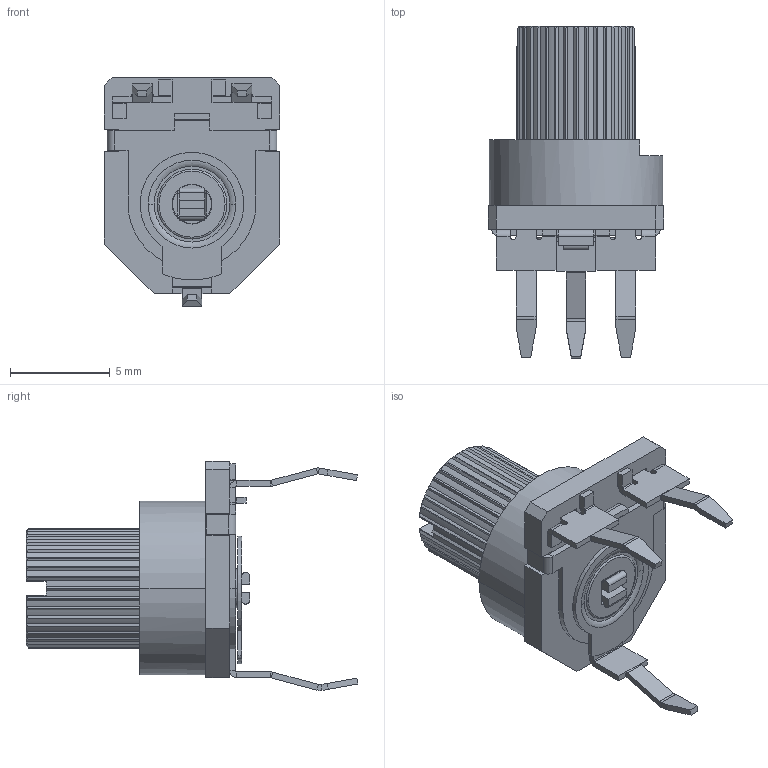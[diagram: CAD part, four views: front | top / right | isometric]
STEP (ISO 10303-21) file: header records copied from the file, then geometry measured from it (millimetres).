
FILE_DESCRIPTION((''),'2;1');
FILE_NAME('37F_SW0001','2013-05-17T',('bmozley'),(''),'PRO/ENGINEER BY PARAMETRIC TECHNOLOGY CORPORATION, 2013050','PRO/ENGINEER BY PARAMETRIC TECHNOLOGY CORPORATION, 2013050','');
FILE_SCHEMA(('CONFIG_CONTROL_DESIGN'));
Length unit declared in the file: millimetre
Products named in the file (1): 37F_SW0001
Bounding box: 8.8 x 16.62 x 11.48 mm (x, y, z)
Volume: 473.6 mm3; surface area: 637.5 mm2
Topology: 1 solids, 1 shells, 391 faces, 1008 edges, 630 vertices
Faces by surface type: plane 277, cylinder 104, torus 8, cone 2
Entity records: 11930 total; most frequent: CARTESIAN_POINT 2343, ORIENTED_EDGE 2016, DIRECTION 1950, EDGE_CURVE 1008, VECTOR 704, LINE 704, VERTEX_POINT 630, AXIS2_PLACEMENT_3D 623
